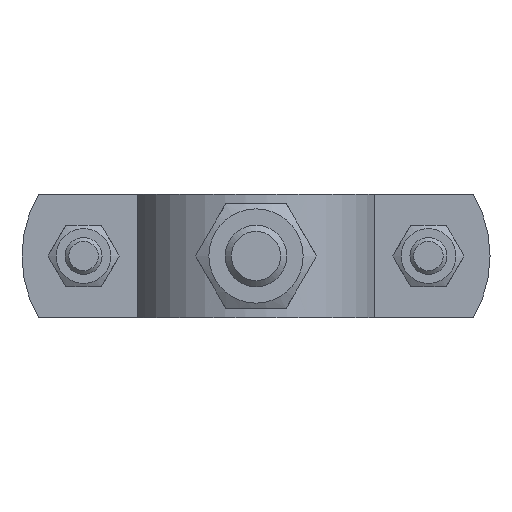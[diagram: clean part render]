
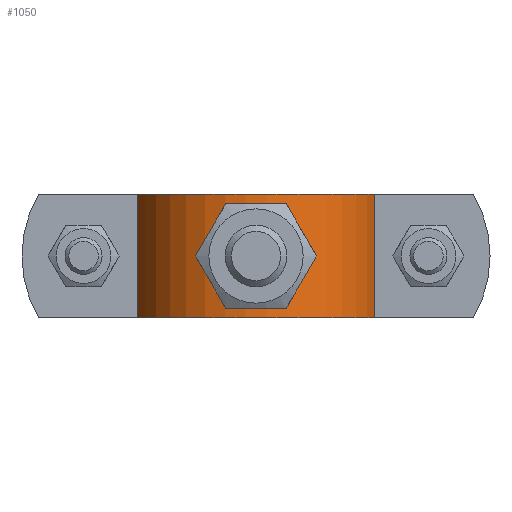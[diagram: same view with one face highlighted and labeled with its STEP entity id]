
A CAD part, front view. The second image highlights one B-rep face of the part: STEP entity #1050.
In plain terms, the highlighted cylindrical face has radius 20 mm (diameter 40 mm), a partial arc.
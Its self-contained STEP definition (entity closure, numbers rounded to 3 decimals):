
#605=CARTESIAN_POINT('',(5.0,19.365,0.));
#606=VERTEX_POINT('',#605);
#607=CARTESIAN_POINT('',(5.0,19.365,0.0));
#608=CARTESIAN_POINT('',(5.0,19.365,0.548));
#609=CARTESIAN_POINT('',(4.906,19.39,1.127));
#610=CARTESIAN_POINT('',(4.712,19.437,1.673));
#611=CARTESIAN_POINT('',(4.561,19.474,2.097));
#612=CARTESIAN_POINT('',(4.351,19.523,2.502));
#613=CARTESIAN_POINT('',(4.098,19.576,2.865));
#614=CARTESIAN_POINT('',(3.936,19.61,3.096));
#615=CARTESIAN_POINT('',(3.757,19.645,3.31));
#616=CARTESIAN_POINT('',(3.568,19.679,3.503));
#617=CARTESIAN_POINT('',(3.41,19.708,3.663));
#618=CARTESIAN_POINT('',(3.24,19.737,3.815));
#619=CARTESIAN_POINT('',(3.056,19.765,3.957));
#620=CARTESIAN_POINT('',(2.618,19.833,4.296));
#621=CARTESIAN_POINT('',(2.106,19.896,4.571));
#622=CARTESIAN_POINT('',(1.565,19.939,4.749));
#623=CARTESIAN_POINT('',(1.145,19.972,4.887));
#624=CARTESIAN_POINT('',(0.708,19.992,4.968));
#625=CARTESIAN_POINT('',(0.282,19.998,4.992));
#626=CARTESIAN_POINT('',(0.035,20.001,5.006));
#627=CARTESIAN_POINT('',(-0.207,20.,5.002));
#628=CARTESIAN_POINT('',(-0.456,19.995,4.979));
#629=CARTESIAN_POINT('',(-1.027,19.982,4.927));
#630=CARTESIAN_POINT('',(-1.611,19.942,4.77));
#631=CARTESIAN_POINT('',(-2.144,19.885,4.517));
#632=CARTESIAN_POINT('',(-2.474,19.849,4.36));
#633=CARTESIAN_POINT('',(-2.785,19.807,4.168));
#634=CARTESIAN_POINT('',(-3.066,19.764,3.949));
#635=CARTESIAN_POINT('',(-3.252,19.735,3.805));
#636=CARTESIAN_POINT('',(-3.424,19.705,3.651));
#637=CARTESIAN_POINT('',(-3.583,19.676,3.487));
#638=CARTESIAN_POINT('',(-3.977,19.605,3.082));
#639=CARTESIAN_POINT('',(-4.322,19.529,2.584));
#640=CARTESIAN_POINT('',(-4.566,19.472,2.037));
#641=CARTESIAN_POINT('',(-4.741,19.431,1.646));
#642=CARTESIAN_POINT('',(-4.865,19.399,1.23));
#643=CARTESIAN_POINT('',(-4.933,19.382,0.813));
#644=CARTESIAN_POINT('',(-4.975,19.371,0.563));
#645=CARTESIAN_POINT('',(-4.996,19.366,0.313));
#646=CARTESIAN_POINT('',(-5.,19.365,0.069));
#647=CARTESIAN_POINT('',(-5.003,19.364,-0.172));
#648=CARTESIAN_POINT('',(-4.989,19.368,-0.415));
#649=CARTESIAN_POINT('',(-4.956,19.376,-0.661));
#650=CARTESIAN_POINT('',(-4.88,19.396,-1.234));
#651=CARTESIAN_POINT('',(-4.697,19.443,-1.811));
#652=CARTESIAN_POINT('',(-4.423,19.505,-2.331));
#653=CARTESIAN_POINT('',(-4.252,19.544,-2.656));
#654=CARTESIAN_POINT('',(-4.046,19.588,-2.959));
#655=CARTESIAN_POINT('',(-3.817,19.632,-3.23));
#656=CARTESIAN_POINT('',(-3.626,19.67,-3.455));
#657=CARTESIAN_POINT('',(-3.423,19.706,-3.657));
#658=CARTESIAN_POINT('',(-3.195,19.743,-3.846));
#659=CARTESIAN_POINT('',(-2.755,19.814,-4.212));
#660=CARTESIAN_POINT('',(-2.231,19.883,-4.513));
#661=CARTESIAN_POINT('',(-1.674,19.93,-4.712));
#662=CARTESIAN_POINT('',(-1.18,19.971,-4.887));
#663=CARTESIAN_POINT('',(-0.659,19.995,-4.982));
#664=CARTESIAN_POINT('',(-0.158,19.999,-4.997));
#665=CARTESIAN_POINT('',(0.068,20.001,-5.005));
#666=CARTESIAN_POINT('',(0.292,19.999,-4.997));
#667=CARTESIAN_POINT('',(0.522,19.993,-4.973));
#668=CARTESIAN_POINT('',(1.09,19.978,-4.913));
#669=CARTESIAN_POINT('',(1.667,19.937,-4.75));
#670=CARTESIAN_POINT('',(2.192,19.879,-4.494));
#671=CARTESIAN_POINT('',(2.574,19.837,-4.307));
#672=CARTESIAN_POINT('',(2.93,19.787,-4.072));
#673=CARTESIAN_POINT('',(3.241,19.736,-3.807));
#674=CARTESIAN_POINT('',(3.462,19.699,-3.619));
#675=CARTESIAN_POINT('',(3.66,19.663,-3.419));
#676=CARTESIAN_POINT('',(3.846,19.627,-3.195));
#677=CARTESIAN_POINT('',(4.21,19.555,-2.757));
#678=CARTESIAN_POINT('',(4.511,19.486,-2.235));
#679=CARTESIAN_POINT('',(4.71,19.438,-1.679));
#680=CARTESIAN_POINT('',(4.905,19.39,-1.131));
#681=CARTESIAN_POINT('',(5.0,19.365,-0.55));
#682=CARTESIAN_POINT('',(5.0,19.365,0.));
#683=B_SPLINE_CURVE_WITH_KNOTS('',3,(#607,#608,#609,#610,#611,#612,#613,#614,#615,#616,#617,#618,#619,#620,#621,#622,#623,#624,#625,#626,#627,#628,#629,#630,#631,#632,#633,#634,#635,#636,#637,#638,#639,#640,#641,#642,#643,#644,#645,#646,#647,#648,#649,#650,#651,#652,#653,#654,#655,#656,#657,#658,#659,#660,#661,#662,#663,#664,#665,#666,#667,#668,#669,#670,#671,#672,#673,#674,#675,#676,#677,#678,#679,#680,#681,#682),.UNSPECIFIED.,.T.,.U.,(4,3,3,3,3,3,3,3,3,3,3,3,3,3,3,3,3,3,3,3,3,3,3,3,3,4),(0.0,0.164,0.292,0.374,0.442,0.603,0.729,0.802,0.97,1.073,1.142,1.312,1.434,1.507,1.579,1.746,1.851,1.938,2.106,2.255,2.322,2.488,2.609,2.695,2.862,3.027),.UNSPECIFIED.);
#684=EDGE_CURVE('',#606,#606,#683,.T.);
#868=CARTESIAN_POINT('',(19.229,5.5,10.0));
#869=VERTEX_POINT('',#868);
#876=CARTESIAN_POINT('',(-19.229,5.5,10.0));
#877=VERTEX_POINT('',#876);
#878=CARTESIAN_POINT('',(0.0,0.0,10.0));
#879=DIRECTION('',(0.0,0.0,-1.));
#880=DIRECTION('',(-0.961,-0.275,0.0));
#881=AXIS2_PLACEMENT_3D('',#878,#879,#880);
#882=CIRCLE('',#881,20.);
#883=EDGE_CURVE('',#877,#869,#882,.T.);
#923=CARTESIAN_POINT('',(19.229,5.5,-10.0));
#924=VERTEX_POINT('',#923);
#931=CARTESIAN_POINT('',(19.229,5.5,10.0));
#932=DIRECTION('',(0.0,0.0,-1.0));
#933=VECTOR('',#932,20.0);
#934=LINE('',#931,#933);
#935=EDGE_CURVE('',#869,#924,#934,.T.);
#1012=CARTESIAN_POINT('',(-19.229,5.5,-10.0));
#1013=VERTEX_POINT('',#1012);
#1020=CARTESIAN_POINT('',(0.0,0.0,-10.0));
#1021=DIRECTION('',(0.0,0.0,1.));
#1022=DIRECTION('',(-0.961,-0.275,0.0));
#1023=AXIS2_PLACEMENT_3D('',#1020,#1021,#1022);
#1024=CIRCLE('',#1023,20.);
#1025=EDGE_CURVE('',#924,#1013,#1024,.T.);
#1031=CARTESIAN_POINT('',(0.0,0.0,0.0));
#1032=DIRECTION('',(0.0,0.0,1.0));
#1033=DIRECTION('',(-0.961,-0.275,0.0));
#1034=AXIS2_PLACEMENT_3D('',#1031,#1032,#1033);
#1035=CYLINDRICAL_SURFACE('',#1034,20.);
#1036=ORIENTED_EDGE('',*,*,#883,.T.);
#1037=ORIENTED_EDGE('',*,*,#935,.T.);
#1038=ORIENTED_EDGE('',*,*,#1025,.T.);
#1039=CARTESIAN_POINT('',(-19.229,5.5,10.0));
#1040=DIRECTION('',(0.0,0.0,-1.0));
#1041=VECTOR('',#1040,20.0);
#1042=LINE('',#1039,#1041);
#1043=EDGE_CURVE('',#877,#1013,#1042,.T.);
#1044=ORIENTED_EDGE('',*,*,#1043,.F.);
#1045=EDGE_LOOP('',(#1036,#1037,#1038,#1044));
#1046=FACE_OUTER_BOUND('',#1045,.T.);
#1047=ORIENTED_EDGE('',*,*,#684,.T.);
#1048=EDGE_LOOP('',(#1047));
#1049=FACE_BOUND('',#1048,.T.);
#1050=ADVANCED_FACE('',(#1046,#1049),#1035,.T.);
